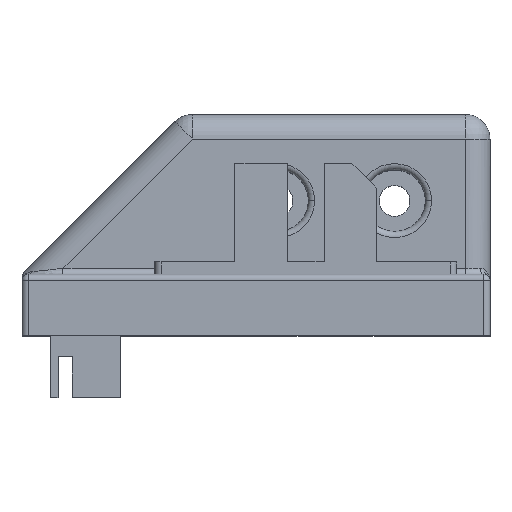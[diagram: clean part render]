
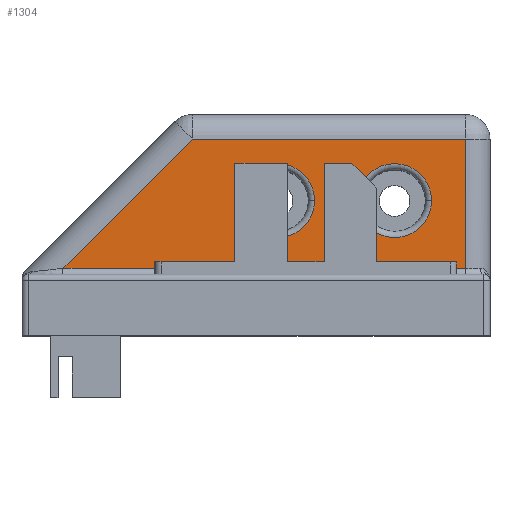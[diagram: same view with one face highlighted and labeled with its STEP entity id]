
A CAD part, top view. The second image highlights one B-rep face of the part: STEP entity #1304.
In plain terms, the highlighted planar face has unit normal (0, 0, 1).
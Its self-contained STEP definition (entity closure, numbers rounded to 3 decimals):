
#58 = CARTESIAN_POINT ( 'NONE',  ( 18.415, 11., -6.541 ) ) ;
#290 = CARTESIAN_POINT ( 'NONE',  ( 21.165, 16., -6.541 ) ) ;
#304 = DIRECTION ( 'NONE',  ( 1., 0., 0. ) ) ;
#395 = DIRECTION ( 'NONE',  ( 1., 0., 0. ) ) ;
#445 = CARTESIAN_POINT ( 'NONE',  ( 21.165, 5.5, -6.541 ) ) ;
#648 = LINE ( 'NONE', #2649, #4040 ) ;
#774 = EDGE_CURVE ( 'NONE', #1021, #6126, #1204, .T. ) ;
#914 = CARTESIAN_POINT ( 'NONE',  ( 5.915, 11., -6.541 ) ) ;
#1021 = VERTEX_POINT ( 'NONE', #2676 ) ;
#1204 = CIRCLE ( 'NONE', #4873, 3. ) ;
#1237 = DIRECTION ( 'NONE',  ( 1., 0., 0. ) ) ;
#1278 = DIRECTION ( 'NONE',  ( 1., 0., 0. ) ) ;
#1304 = ADVANCED_FACE ( 'NONE', ( #2246, #4246, #6271 ), #1751, .T. ) ;
#1356 = CARTESIAN_POINT ( 'NONE',  ( 21.165, 5.5, -6.541 ) ) ;
#1399 = VERTEX_POINT ( 'NONE', #2878 ) ;
#1676 = ORIENTED_EDGE ( 'NONE', *, *, #6243, .T. ) ;
#1705 = DIRECTION ( 'NONE',  ( -0.707, -0.707, 0. ) ) ;
#1751 = PLANE ( 'NONE',  #2003 ) ;
#1966 = DIRECTION ( 'NONE',  ( 0., 1., 0. ) ) ;
#2003 = AXIS2_PLACEMENT_3D ( 'NONE', #3764, #5787, #1278 ) ;
#2022 = ORIENTED_EDGE ( 'NONE', *, *, #5689, .T. ) ;
#2026 = EDGE_CURVE ( 'NONE', #5035, #5273, #4462, .T. ) ;
#2057 = CIRCLE ( 'NONE', #5741, 3. ) ;
#2084 = VERTEX_POINT ( 'NONE', #5573 ) ;
#2246 = FACE_BOUND ( 'NONE', #4235, .T. ) ;
#2379 = VECTOR ( 'NONE', #3348, 1000. ) ;
#2452 = ORIENTED_EDGE ( 'NONE', *, *, #774, .T. ) ;
#2649 = CARTESIAN_POINT ( 'NONE',  ( 0.993, 16., -6.541 ) ) ;
#2676 = CARTESIAN_POINT ( 'NONE',  ( 2.915, 11., -6.541 ) ) ;
#2796 = CARTESIAN_POINT ( 'NONE',  ( 15.415, 11., -6.541 ) ) ;
#2854 = AXIS2_PLACEMENT_3D ( 'NONE', #2796, #4802, #304 ) ;
#2878 = CARTESIAN_POINT ( 'NONE',  ( -11.507, 5.5, -6.541 ) ) ;
#2879 = CARTESIAN_POINT ( 'NONE',  ( 15.415, 11., -6.541 ) ) ;
#2912 = DIRECTION ( 'NONE',  ( 0., 0., -1. ) ) ;
#3034 = ORIENTED_EDGE ( 'NONE', *, *, #4112, .T. ) ;
#3091 = VERTEX_POINT ( 'NONE', #58 ) ;
#3224 = EDGE_CURVE ( 'NONE', #4101, #3091, #5705, .T. ) ;
#3348 = DIRECTION ( 'NONE',  ( 1., 0., 0. ) ) ;
#3731 = CARTESIAN_POINT ( 'NONE',  ( 5.915, 11., -6.541 ) ) ;
#3764 = CARTESIAN_POINT ( 'NONE',  ( 0., 0., -6.541 ) ) ;
#4032 = CARTESIAN_POINT ( 'NONE',  ( 8.915, 11., -6.541 ) ) ;
#4040 = VECTOR ( 'NONE', #4651, 1000. ) ;
#4101 = VERTEX_POINT ( 'NONE', #5144 ) ;
#4112 = EDGE_CURVE ( 'NONE', #5273, #2084, #648, .T. ) ;
#4184 = EDGE_LOOP ( 'NONE', ( #5476, #5758, #5873, #3034 ) ) ;
#4201 = LINE ( 'NONE', #6226, #6458 ) ;
#4235 = EDGE_LOOP ( 'NONE', ( #2022, #4398 ) ) ;
#4246 = FACE_BOUND ( 'NONE', #5977, .T. ) ;
#4398 = ORIENTED_EDGE ( 'NONE', *, *, #3224, .T. ) ;
#4462 = LINE ( 'NONE', #6497, #4825 ) ;
#4518 = EDGE_CURVE ( 'NONE', #2084, #1399, #4201, .T. ) ;
#4651 = DIRECTION ( 'NONE',  ( -1., 0., 0. ) ) ;
#4802 = DIRECTION ( 'NONE',  ( 0., 0., -1. ) ) ;
#4825 = VECTOR ( 'NONE', #1966, 1000. ) ;
#4873 = AXIS2_PLACEMENT_3D ( 'NONE', #914, #2912, #4922 ) ;
#4889 = DIRECTION ( 'NONE',  ( 0., 0., -1. ) ) ;
#4922 = DIRECTION ( 'NONE',  ( 1., 0., 0. ) ) ;
#5035 = VERTEX_POINT ( 'NONE', #445 ) ;
#5144 = CARTESIAN_POINT ( 'NONE',  ( 12.415, 11., -6.541 ) ) ;
#5186 = CIRCLE ( 'NONE', #6054, 3. ) ;
#5273 = VERTEX_POINT ( 'NONE', #290 ) ;
#5322 = EDGE_CURVE ( 'NONE', #1399, #5035, #5867, .T. ) ;
#5476 = ORIENTED_EDGE ( 'NONE', *, *, #4518, .T. ) ;
#5573 = CARTESIAN_POINT ( 'NONE',  ( -1.007, 16., -6.541 ) ) ;
#5689 = EDGE_CURVE ( 'NONE', #3091, #4101, #5186, .T. ) ;
#5705 = CIRCLE ( 'NONE', #2854, 3. ) ;
#5741 = AXIS2_PLACEMENT_3D ( 'NONE', #3731, #5750, #1237 ) ;
#5750 = DIRECTION ( 'NONE',  ( 0., 0., -1. ) ) ;
#5758 = ORIENTED_EDGE ( 'NONE', *, *, #5322, .T. ) ;
#5787 = DIRECTION ( 'NONE',  ( 0., 0., 1. ) ) ;
#5867 = LINE ( 'NONE', #1356, #2379 ) ;
#5873 = ORIENTED_EDGE ( 'NONE', *, *, #2026, .T. ) ;
#5977 = EDGE_LOOP ( 'NONE', ( #1676, #2452 ) ) ;
#6054 = AXIS2_PLACEMENT_3D ( 'NONE', #2879, #4889, #395 ) ;
#6126 = VERTEX_POINT ( 'NONE', #4032 ) ;
#6226 = CARTESIAN_POINT ( 'NONE',  ( -13.421, 3.586, -6.541 ) ) ;
#6243 = EDGE_CURVE ( 'NONE', #6126, #1021, #2057, .T. ) ;
#6271 = FACE_OUTER_BOUND ( 'NONE', #4184, .T. ) ;
#6458 = VECTOR ( 'NONE', #1705, 1000. ) ;
#6497 = CARTESIAN_POINT ( 'NONE',  ( 21.165, 16., -6.541 ) ) ;
